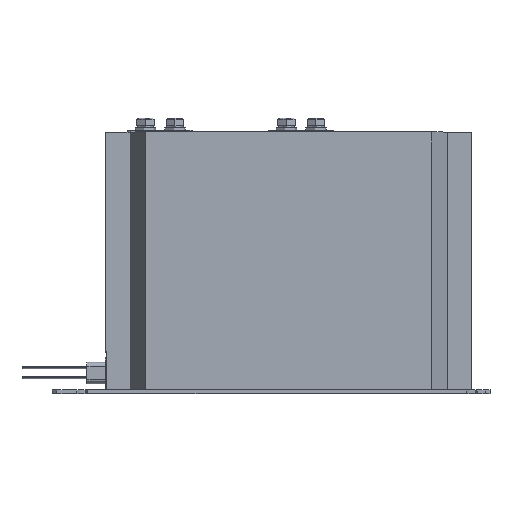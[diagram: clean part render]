
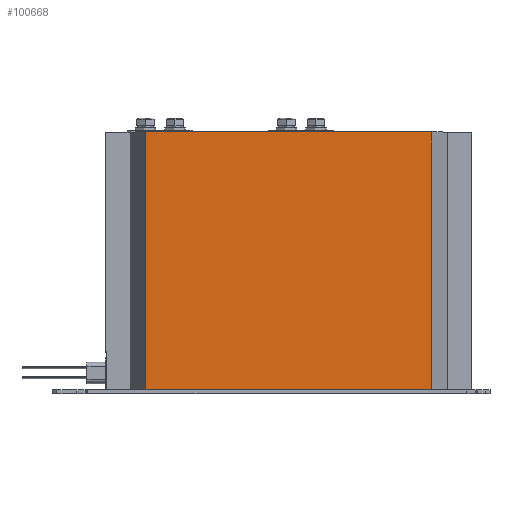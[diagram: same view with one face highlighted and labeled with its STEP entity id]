
A CAD part, top view. The second image highlights one B-rep face of the part: STEP entity #100668.
In plain terms, the highlighted face is planar.
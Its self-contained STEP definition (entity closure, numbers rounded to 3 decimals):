
#275 = CARTESIAN_POINT ( 'NONE',  ( -154.257, -89., 278. ) ) ;
#2825 = LINE ( 'NONE', #77978, #131833 ) ;
#5864 = DIRECTION ( 'NONE',  ( 1., 0., 0. ) ) ;
#6590 = EDGE_LOOP ( 'NONE', ( #31661, #32511, #57123, #193736 ) ) ;
#15095 = DIRECTION ( 'NONE',  ( -1., 0., 0. ) ) ;
#15927 = DIRECTION ( 'NONE',  ( 1., 0., 0. ) ) ;
#19846 = LINE ( 'NONE', #89069, #97631 ) ;
#20083 = VERTEX_POINT ( 'NONE', #110057 ) ;
#31661 = ORIENTED_EDGE ( 'NONE', *, *, #142047, .T. ) ;
#32511 = ORIENTED_EDGE ( 'NONE', *, *, #160651, .F. ) ;
#48098 = VERTEX_POINT ( 'NONE', #176077 ) ;
#57123 = ORIENTED_EDGE ( 'NONE', *, *, #117294, .F. ) ;
#57662 = VERTEX_POINT ( 'NONE', #115194 ) ;
#60347 = EDGE_CURVE ( 'NONE', #57662, #20083, #2825, .T. ) ;
#77978 = CARTESIAN_POINT ( 'NONE',  ( -154.257, -89., 278. ) ) ;
#78508 = LINE ( 'NONE', #275, #119862 ) ;
#83312 = CARTESIAN_POINT ( 'NONE',  ( -154.257, -89., 0. ) ) ;
#89069 = CARTESIAN_POINT ( 'NONE',  ( 154.257, -89., 278. ) ) ;
#97631 = VECTOR ( 'NONE', #120313, 1000. ) ;
#98482 = VECTOR ( 'NONE', #5864, 1000. ) ;
#100668 = ADVANCED_FACE ( 'NONE', ( #120558 ), #170237, .F. ) ;
#103557 = VERTEX_POINT ( 'NONE', #111610 ) ;
#108172 = DIRECTION ( 'NONE',  ( 0., 1., 0. ) ) ;
#110057 = CARTESIAN_POINT ( 'NONE',  ( -154.257, -89., 0. ) ) ;
#111610 = CARTESIAN_POINT ( 'NONE',  ( 154.257, -89., 0. ) ) ;
#115194 = CARTESIAN_POINT ( 'NONE',  ( -154.257, -89., 278. ) ) ;
#117294 = EDGE_CURVE ( 'NONE', #57662, #48098, #78508, .T. ) ;
#119862 = VECTOR ( 'NONE', #15927, 1000. ) ;
#120313 = DIRECTION ( 'NONE',  ( 0., 0., -1. ) ) ;
#120558 = FACE_OUTER_BOUND ( 'NONE', #6590, .T. ) ;
#131833 = VECTOR ( 'NONE', #186832, 1000. ) ;
#139875 = LINE ( 'NONE', #83312, #98482 ) ;
#142047 = EDGE_CURVE ( 'NONE', #20083, #103557, #139875, .T. ) ;
#147767 = AXIS2_PLACEMENT_3D ( 'NONE', #185842, #108172, #15095 ) ;
#160651 = EDGE_CURVE ( 'NONE', #48098, #103557, #19846, .T. ) ;
#170237 = PLANE ( 'NONE',  #147767 ) ;
#176077 = CARTESIAN_POINT ( 'NONE',  ( 154.257, -89., 278. ) ) ;
#185842 = CARTESIAN_POINT ( 'NONE',  ( -154.257, -89., 278. ) ) ;
#186832 = DIRECTION ( 'NONE',  ( 0., 0., -1. ) ) ;
#193736 = ORIENTED_EDGE ( 'NONE', *, *, #60347, .T. ) ;
